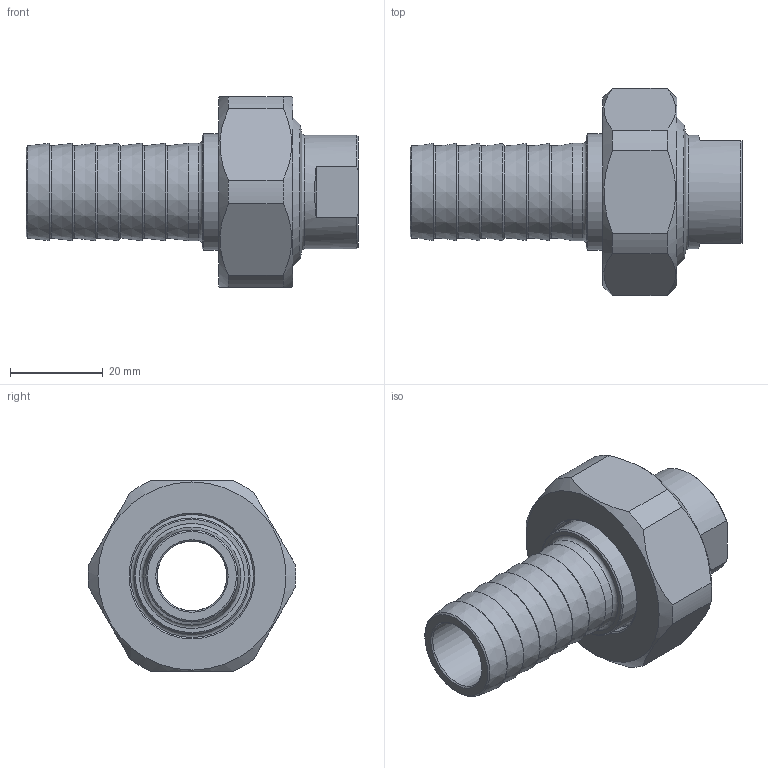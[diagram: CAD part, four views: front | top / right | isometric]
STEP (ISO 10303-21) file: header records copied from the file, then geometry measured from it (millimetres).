
FILE_DESCRIPTION(/* description */ (''),/* implementation_level */ '2;1');
FILE_NAME(/* name */ '3D_R666-SLE-G-21-DN25-DN10_171130798.stp',/* time_stamp */ '2021-07-13T08:12:36+02:00',/* author */ ('cad'),/* organization */ (''),/* preprocessor_version */ 'ST-DEVELOPER v18.1',/* originating_system */ 'Autodesk Inventor 2022',/* authorisation */ '');
FILE_SCHEMA (('AUTOMOTIVE_DESIGN { 1 0 10303 214 3 1 1 }'));
Length unit declared in the file: millimetre
Products named in the file (4): 3D_R666-SLE-G-21-DN25-DN10_171130798; 3D_R666-M-DN25_17113930; 3D_R666-G-DN10-DN25_17113525; 3D_R666-SLE-21-DN25_17113455
Assembly tree (3 placements, depth 2):
  3D_R666-SLE-G-21-DN25-DN10_171130798
    3D_R666-M-DN25_17113930
    3D_R666-G-DN10-DN25_17113525
    3D_R666-SLE-21-DN25_17113455
Bounding box: 71.5 x 44.68 x 41 mm (x, y, z)
Volume: 30551.5 mm3; surface area: 15598.2 mm2
Topology: 3 solids, 3 shells, 75 faces, 176 edges, 116 vertices
Faces by surface type: plane 25, cone 25, cylinder 15, torus 10
Full cylindrical faces by diameter (mm): 14.95 x1, 15 x1, 21 x1, 24.5 x1, 25 x1, 26.5 x1, 29.5 x1, 30.291 x1, 33.1 x1
Entity records: 2345 total; most frequent: DIRECTION 432, CARTESIAN_POINT 406, ORIENTED_EDGE 352, AXIS2_PLACEMENT_3D 190, EDGE_CURVE 176, VERTEX_POINT 116, CIRCLE 106, EDGE_LOOP 90
